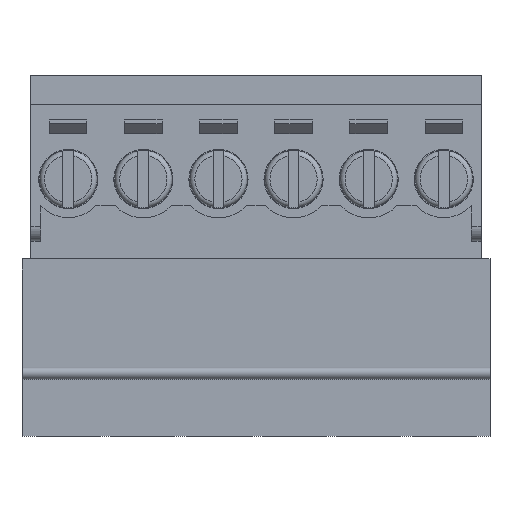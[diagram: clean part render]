
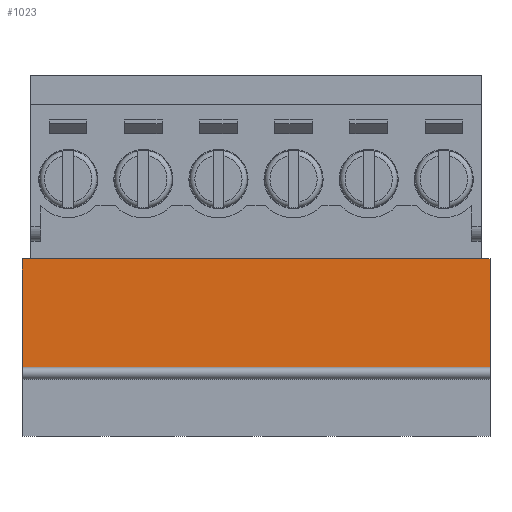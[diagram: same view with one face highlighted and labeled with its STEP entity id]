
A CAD part, front view. The second image highlights one B-rep face of the part: STEP entity #1023.
In plain terms, the highlighted planar face has unit normal (0, -1, 0).
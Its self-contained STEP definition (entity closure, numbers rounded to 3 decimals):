
#1023 = ADVANCED_FACE( '', ( #2574 ), #2575, .F. );
#2574 = FACE_OUTER_BOUND( '', #4852, .T. );
#2575 = PLANE( '', #4853 );
#4852 = EDGE_LOOP( '', ( #7267, #7268, #7269, #7270 ) );
#4853 = AXIS2_PLACEMENT_3D( '', #7271, #7272, #7273 );
#7267 = ORIENTED_EDGE( '', *, *, #13889, .T. );
#7268 = ORIENTED_EDGE( '', *, *, #13890, .T. );
#7269 = ORIENTED_EDGE( '', *, *, #13891, .F. );
#7270 = ORIENTED_EDGE( '', *, *, #13892, .T. );
#7271 = CARTESIAN_POINT( '', ( 11.87, -4.1, -1.3 ) );
#7272 = DIRECTION( '', ( 0., 1., 0. ) );
#7273 = DIRECTION( '', ( 0., 0., 1. ) );
#13889 = EDGE_CURVE( '', #16644, #16645, #16646, .T. );
#13890 = EDGE_CURVE( '', #16645, #16647, #16648, .T. );
#13891 = EDGE_CURVE( '', #16649, #16647, #16650, .T. );
#13892 = EDGE_CURVE( '', #16649, #16644, #16651, .T. );
#16644 = VERTEX_POINT( '', #20683 );
#16645 = VERTEX_POINT( '', #20684 );
#16646 = LINE( '', #20685, #20686 );
#16647 = VERTEX_POINT( '', #20687 );
#16648 = LINE( '', #20688, #20689 );
#16649 = VERTEX_POINT( '', #20690 );
#16650 = LINE( '', #20691, #20692 );
#16651 = LINE( '', #20693, #20694 );
#20683 = CARTESIAN_POINT( '', ( -11.87, -4.1, -1.3 ) );
#20684 = CARTESIAN_POINT( '', ( -11.87, -4.1, -6.8 ) );
#20685 = CARTESIAN_POINT( '', ( -11.87, -4.1, -1.3 ) );
#20686 = VECTOR( '', #26145, 1000. );
#20687 = CARTESIAN_POINT( '', ( 11.87, -4.1, -6.8 ) );
#20688 = CARTESIAN_POINT( '', ( -11.87, -4.1, -6.8 ) );
#20689 = VECTOR( '', #26146, 1000. );
#20690 = CARTESIAN_POINT( '', ( 11.87, -4.1, -1.3 ) );
#20691 = CARTESIAN_POINT( '', ( 11.87, -4.1, -1.3 ) );
#20692 = VECTOR( '', #26147, 1000. );
#20693 = CARTESIAN_POINT( '', ( 11.87, -4.1, -1.3 ) );
#20694 = VECTOR( '', #26148, 1000. );
#26145 = DIRECTION( '', ( 0., 0., -1. ) );
#26146 = DIRECTION( '', ( 1., 0., 0. ) );
#26147 = DIRECTION( '', ( 0., 0., -1. ) );
#26148 = DIRECTION( '', ( -1., 0., 0. ) );
